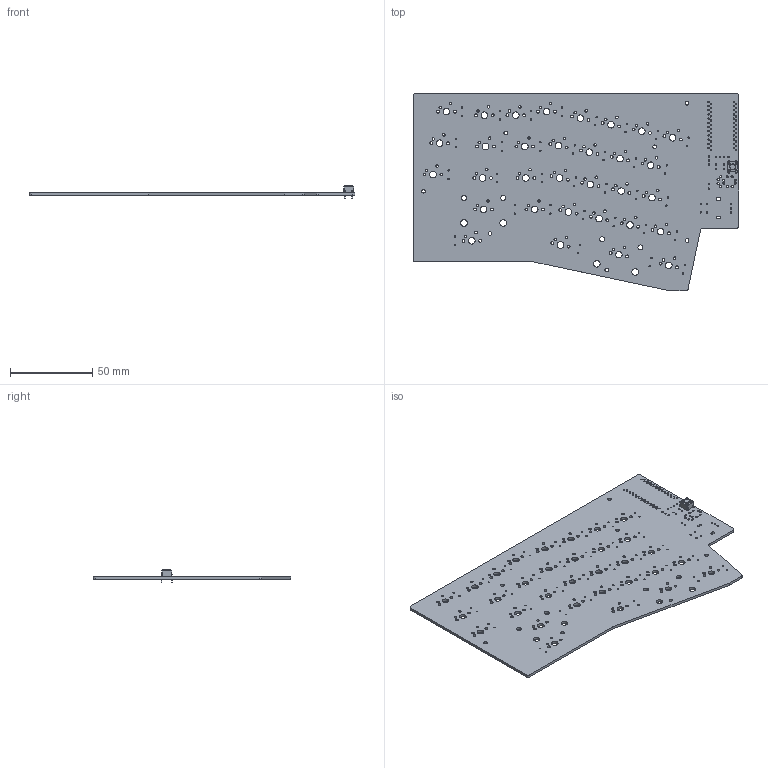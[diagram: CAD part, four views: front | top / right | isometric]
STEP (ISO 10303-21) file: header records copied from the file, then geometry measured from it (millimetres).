
FILE_DESCRIPTION(('KiCad electronic assembly'),'2;1');
FILE_NAME('Alipt-Keyboard-Left.step','2020-08-13T18:06:57',('An Author') ,('A Company'),'Open CASCADE STEP processor 6.9', 'KiCad to STEP converter','Unknown');
FILE_SCHEMA(('AUTOMOTIVE_DESIGN { 1 0 10303 214 1 1 1 1 }'));
Length unit declared in the file: millimetre
Products named in the file (4): Open CASCADE STEP translator 6.9 1; SW_PUSH_6mm; SOLID; COMPOUND
Assembly tree (3 placements, depth 3):
  Open CASCADE STEP translator 6.9 1
    SW_PUSH_6mm
      SOLID
    COMPOUND
Bounding box: 197.42 x 119.57 x 7.8 mm (x, y, z)
Volume: 31719.5 mm3; surface area: 43206 mm2
Topology: 2 solids, 2 shells, 476 faces, 1384 edges, 917 vertices
Faces by surface type: cylinder 382, plane 93, torus 1
Full cylindrical faces by diameter (mm): 0.8 x66, 0.813 x58, 1 x12, 1.1 x4, 1.2 x4, 1.5 x64, 1.7 x64, 2.2 x7, 3.05 x4, 3.5 x1, 4 x36
Entity records: 36330 total; most frequent: DIRECTION 5839, CARTESIAN_POINT 5759, ORIENTED_EDGE 2768, PCURVE 2768, DEFINITIONAL_REPRESENTATION 2768, LINE 2634, VECTOR 2634, CIRCLE 1483
